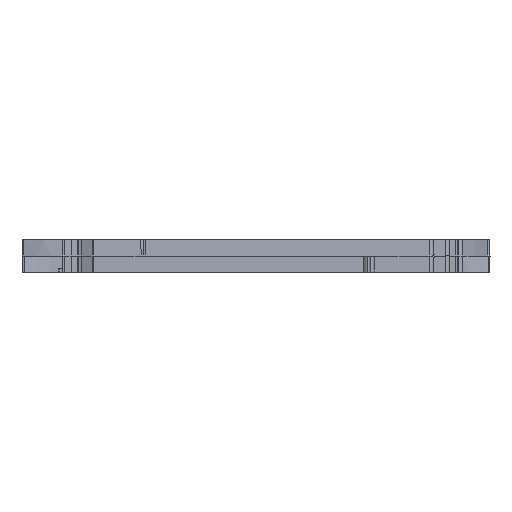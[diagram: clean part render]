
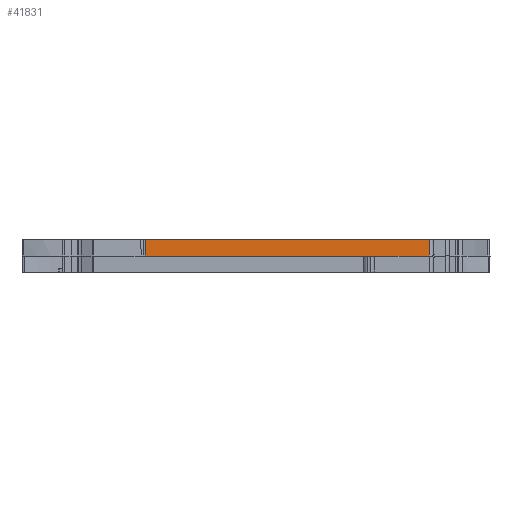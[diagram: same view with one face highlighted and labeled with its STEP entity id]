
A CAD part, left-side view. The second image highlights one B-rep face of the part: STEP entity #41831.
In plain terms, the highlighted planar face has unit normal (-1, 0, 0.009).
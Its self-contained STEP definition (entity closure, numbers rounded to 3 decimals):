
#19 = PLANE ( 'NONE',  #4920 ) ;
#510 = CARTESIAN_POINT ( 'NONE',  ( -108.2, -227.542, 0. ) ) ;
#2081 = EDGE_CURVE ( 'NONE', #26112, #5145, #23999, .T. ) ;
#2663 = EDGE_CURVE ( 'NONE', #41082, #16634, #7387, .T. ) ;
#4318 = LINE ( 'NONE', #20232, #11230 ) ;
#4689 = DIRECTION ( 'NONE',  ( 0., -1., 0. ) ) ;
#4920 = AXIS2_PLACEMENT_3D ( 'NONE', #19340, #28170, #51111 ) ;
#5114 = VECTOR ( 'NONE', #4689, 1000. ) ;
#5145 = VERTEX_POINT ( 'NONE', #32639 ) ;
#6097 = VECTOR ( 'NONE', #43675, 1000. ) ;
#6983 = LINE ( 'NONE', #34894, #47149 ) ;
#7186 = EDGE_CURVE ( 'NONE', #16634, #27165, #11884, .T. ) ;
#7387 = LINE ( 'NONE', #23314, #50934 ) ;
#7633 = LINE ( 'NONE', #31891, #41406 ) ;
#8260 = ORIENTED_EDGE ( 'NONE', *, *, #20601, .T. ) ;
#10296 = ORIENTED_EDGE ( 'NONE', *, *, #2663, .T. ) ;
#11230 = VECTOR ( 'NONE', #16310, 1000. ) ;
#11367 = CARTESIAN_POINT ( 'NONE',  ( -108.2, -51.35, 0. ) ) ;
#11563 = DIRECTION ( 'NONE',  ( 0., -1., 0. ) ) ;
#11884 = LINE ( 'NONE', #27781, #6097 ) ;
#14823 = DIRECTION ( 'NONE',  ( 0., -1., 0. ) ) ;
#16310 = DIRECTION ( 'NONE',  ( 0.009, 0.009, 1. ) ) ;
#16634 = VERTEX_POINT ( 'NONE', #22465 ) ;
#18648 = ORIENTED_EDGE ( 'NONE', *, *, #2081, .F. ) ;
#19340 = CARTESIAN_POINT ( 'NONE',  ( -108.2, -230., 0. ) ) ;
#20232 = CARTESIAN_POINT ( 'NONE',  ( -108.2, -227.542, -0.021 ) ) ;
#20601 = EDGE_CURVE ( 'NONE', #27165, #5145, #4318, .T. ) ;
#21928 = CARTESIAN_POINT ( 'NONE',  ( -108.2, -188.75, 0. ) ) ;
#22465 = CARTESIAN_POINT ( 'NONE',  ( -108.2, -191.25, 0. ) ) ;
#22998 = EDGE_CURVE ( 'NONE', #41453, #41082, #6983, .T. ) ;
#23314 = CARTESIAN_POINT ( 'NONE',  ( -108.2, -230., 0. ) ) ;
#23726 = EDGE_CURVE ( 'NONE', #41453, #26112, #7633, .T. ) ;
#23999 = LINE ( 'NONE', #44054, #5114 ) ;
#26112 = VERTEX_POINT ( 'NONE', #34947 ) ;
#26884 = ORIENTED_EDGE ( 'NONE', *, *, #22998, .T. ) ;
#27165 = VERTEX_POINT ( 'NONE', #510 ) ;
#27781 = CARTESIAN_POINT ( 'NONE',  ( -108.2, -230., 0. ) ) ;
#28170 = DIRECTION ( 'NONE',  ( -1., 0., 0.009 ) ) ;
#28433 = FACE_OUTER_BOUND ( 'NONE', #46523, .T. ) ;
#31891 = CARTESIAN_POINT ( 'NONE',  ( -108.186, -51.364, 1.559 ) ) ;
#32639 = CARTESIAN_POINT ( 'NONE',  ( -108.113, -227.455, 10. ) ) ;
#33910 = ORIENTED_EDGE ( 'NONE', *, *, #23726, .F. ) ;
#34894 = CARTESIAN_POINT ( 'NONE',  ( -108.2, -230., 0. ) ) ;
#34947 = CARTESIAN_POINT ( 'NONE',  ( -108.113, -51.437, 10. ) ) ;
#41082 = VERTEX_POINT ( 'NONE', #21928 ) ;
#41406 = VECTOR ( 'NONE', #47773, 1000. ) ;
#41453 = VERTEX_POINT ( 'NONE', #11367 ) ;
#41831 = ADVANCED_FACE ( 'NONE', ( #28433 ), #19, .T. ) ;
#43675 = DIRECTION ( 'NONE',  ( 0., -1., 0. ) ) ;
#44054 = CARTESIAN_POINT ( 'NONE',  ( -108.113, -230., 10. ) ) ;
#46523 = EDGE_LOOP ( 'NONE', ( #49514, #8260, #18648, #33910, #26884, #10296 ) ) ;
#47149 = VECTOR ( 'NONE', #14823, 1000. ) ;
#47773 = DIRECTION ( 'NONE',  ( 0.009, -0.009, 1. ) ) ;
#49514 = ORIENTED_EDGE ( 'NONE', *, *, #7186, .T. ) ;
#50934 = VECTOR ( 'NONE', #11563, 1000. ) ;
#51111 = DIRECTION ( 'NONE',  ( 0.009, 0., 1. ) ) ;
